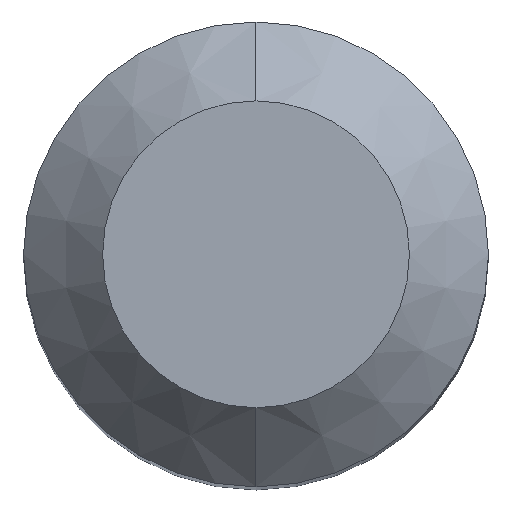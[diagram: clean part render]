
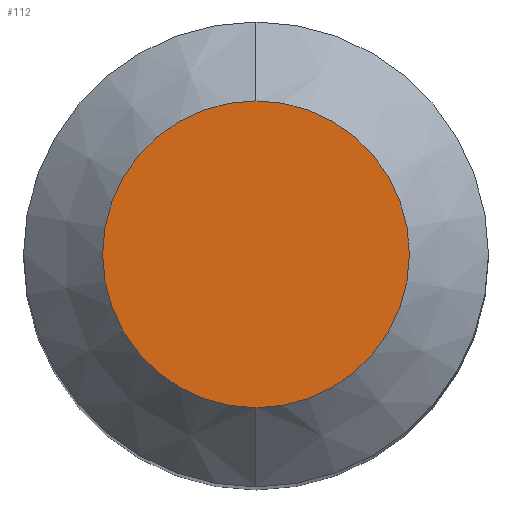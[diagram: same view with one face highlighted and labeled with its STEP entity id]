
A CAD part, top view. The second image highlights one B-rep face of the part: STEP entity #112.
In plain terms, the highlighted planar face has unit normal (0, 0, 1).
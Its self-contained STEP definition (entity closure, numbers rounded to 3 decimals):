
#112=ADVANCED_FACE('',(#207),#208,.T.);
#207=FACE_OUTER_BOUND('',#317,.T.);
#208=PLANE('',#318);
#317=EDGE_LOOP('',(#428,#429));
#318=AXIS2_PLACEMENT_3D('',#430,#431,#432);
#428=ORIENTED_EDGE('',*,*,#534,.F.);
#429=ORIENTED_EDGE('',*,*,#537,.F.);
#430=CARTESIAN_POINT('',(0.,1.65,40.0));
#431=DIRECTION('',(0.,0.0,1.0));
#432=DIRECTION('',(0.0,-1.0,0.0));
#534=EDGE_CURVE('',#607,#609,#610,.T.);
#537=EDGE_CURVE('',#609,#607,#613,.T.);
#607=VERTEX_POINT('',#677);
#609=VERTEX_POINT('',#680);
#610=CIRCLE('',#681,3.3);
#613=CIRCLE('',#685,3.3);
#677=CARTESIAN_POINT('',(0.,3.3,40.0));
#680=CARTESIAN_POINT('',(0.,-3.3,40.0));
#681=AXIS2_PLACEMENT_3D('',#736,#737,#738);
#685=AXIS2_PLACEMENT_3D('',#740,#741,#742);
#736=CARTESIAN_POINT('',(0.,0.0,40.0));
#737=DIRECTION('',(0.,0.0,-1.0));
#738=DIRECTION('',(0.0,1.0,0.0));
#740=CARTESIAN_POINT('',(0.,0.0,40.0));
#741=DIRECTION('',(0.,0.0,-1.0));
#742=DIRECTION('',(0.0,1.0,0.0));
